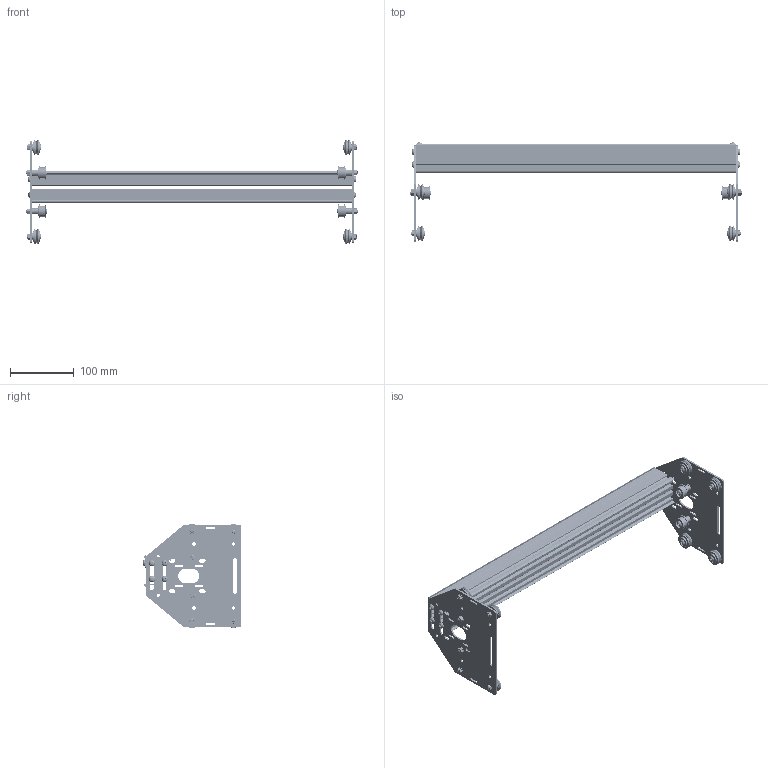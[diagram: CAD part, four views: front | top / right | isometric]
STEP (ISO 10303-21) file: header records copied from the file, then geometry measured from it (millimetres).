
FILE_DESCRIPTION(/* description */ ('X/Y Axis Rail - MakerSlide Extrusion - 500mm'),/* implementation_level */ '2;1');
FILE_NAME(/* name */ 'S2_Gantry_500.iam.step',/* time_stamp */ '2013-11-18T15:51:06-06:00',/* author */ ('ERF'),/* organization */ (''),/* preprocessor_version */ 'ST-DEVELOPER v15.2',/* originating_system */ 'Autodesk Inventor 2014',/* authorisation */ 'QUOTE9083 8/9/13');
FILE_SCHEMA (('AUTOMOTIVE_DESIGN { 1 0 10303 214 3 1 1 }'));
Products named in the file (21): 25142-XX500; 26029-01; B18033; 25202-01; 25196-01; 25201-01; 25203-02; 25287-02; 91239A233; 25284-02; 25197-01; 25197-02; 25286-05; 25312-14; plate_assembly_stacked; 26051-01; 91239A222; 26016-01; belt_clip_assembly; 25286-02; S2_Gantry_500
Bounding box: 518.95 x 154.64 x 163.5 mm (x, y, z)
Volume: 483141.2 mm3; surface area: 503943.7 mm2
Topology: 128 solids, 152 shells, 2172 faces, 8862 edges, 7112 vertices
Faces by surface type: plane 950, cylinder 646, cone 438, torus 72, bspline 66
Full cylindrical faces by diameter (mm): 4.14 x4, 4.342 x32, 5 x78, 5.01 x4, 5.25 x22, 5.3 x34, 5.56 x4, 7 x48, 7.112 x4, 7.14 x4, 9.5 x22, 9.53 x4, 10 x46, 13.894 x8, 14 x52, 15.974 x20, 16 x24, 17.5 x4, 18.75 x8, 21 x8, 23.5 x16
Entity records: 29444 total; most frequent: CARTESIAN_POINT 15132, ORIENTED_EDGE 3558, DIRECTION 2284, EDGE_CURVE 1779, VERTEX_POINT 1456, AXIS2_PLACEMENT_3D 844, EDGE_LOOP 625, LINE 596
